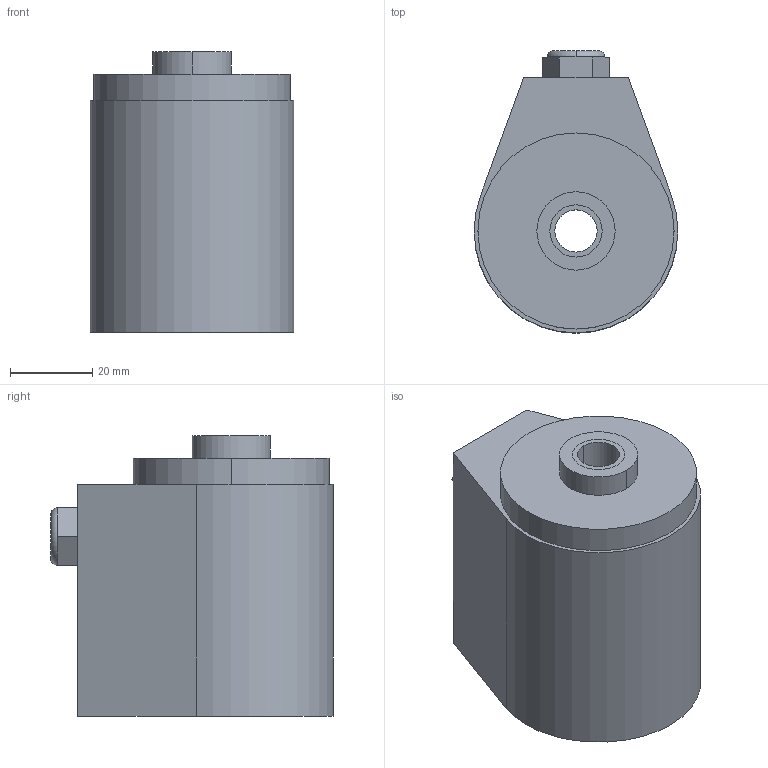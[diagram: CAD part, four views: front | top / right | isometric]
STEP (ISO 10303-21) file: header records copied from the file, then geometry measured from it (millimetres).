
FILE_DESCRIPTION((''),'2;1');
FILE_NAME('ILCM42021001','2018-07-17T',('ngp'),(''),'PRO/ENGINEER BY PARAMETRIC TECHNOLOGY CORPORATION, 2013320','PRO/ENGINEER BY PARAMETRIC TECHNOLOGY CORPORATION, 2013320','');
FILE_SCHEMA(('AUTOMOTIVE_DESIGN { 1 0 10303 214 1 1 1 1 }'));
Length unit declared in the file: millimetre
Products named in the file (1): ILCM42021001
Bounding box: 49.48 x 68.55 x 68.12 mm (x, y, z)
Volume: 136044.3 mm3; surface area: 21951 mm2
Topology: 1 solids, 5 shells, 74 faces, 160 edges, 102 vertices
Faces by surface type: cylinder 35, plane 31, cone 6, torus 2
Entity records: 2754 total; most frequent: DIRECTION 396, CARTESIAN_POINT 338, ORIENTED_EDGE 306, PRESENTATION_STYLE_ASSIGNMENT 177, STYLED_ITEM 164, AXIS2_PLACEMENT_3D 161, CURVE_STYLE 160, EDGE_CURVE 160
